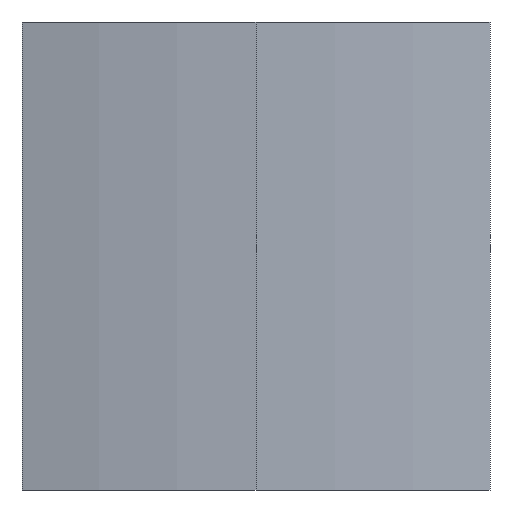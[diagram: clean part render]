
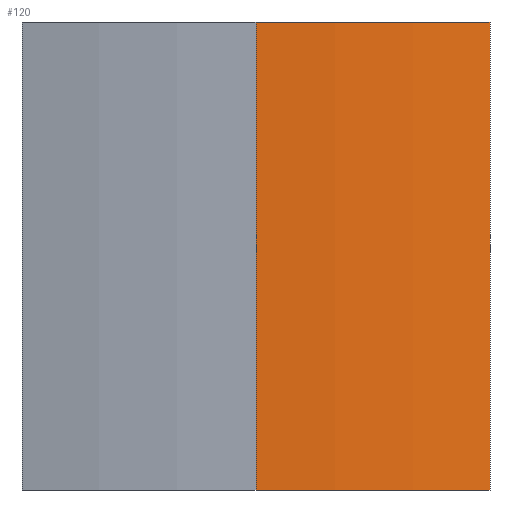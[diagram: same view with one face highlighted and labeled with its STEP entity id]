
A CAD part, left-side view. The second image highlights one B-rep face of the part: STEP entity #120.
In plain terms, the highlighted cylindrical face has radius 20.68 mm (diameter 41.36 mm), a partial arc.
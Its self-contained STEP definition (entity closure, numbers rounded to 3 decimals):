
#2 = ORIENTED_EDGE ( 'NONE', *, *, #147, .T. ) ;
#5 = CARTESIAN_POINT ( 'NONE',  ( -20.68, 0., 10. ) ) ;
#10 = CARTESIAN_POINT ( 'NONE',  ( 0., 0., 10. ) ) ;
#12 = VECTOR ( 'NONE', #88, 1000. ) ;
#50 = AXIS2_PLACEMENT_3D ( 'NONE', #10, #160, #110 ) ;
#65 = CYLINDRICAL_SURFACE ( 'NONE', #129, 20.68 ) ;
#73 = VERTEX_POINT ( 'NONE', #190 ) ;
#83 = CARTESIAN_POINT ( 'NONE',  ( -20.066, -5., 10. ) ) ;
#86 = VERTEX_POINT ( 'NONE', #83 ) ;
#88 = DIRECTION ( 'NONE',  ( 0., 0., -1. ) ) ;
#91 = CARTESIAN_POINT ( 'NONE',  ( -20.68, 0., 10. ) ) ;
#110 = DIRECTION ( 'NONE',  ( 1., 0., 0. ) ) ;
#113 = CARTESIAN_POINT ( 'NONE',  ( 0., 0., 10. ) ) ;
#114 = CARTESIAN_POINT ( 'NONE',  ( -20.68, 0., 0. ) ) ;
#115 = FACE_OUTER_BOUND ( 'NONE', #150, .T. ) ;
#118 = LINE ( 'NONE', #195, #12 ) ;
#120 = ADVANCED_FACE ( 'NONE', ( #115 ), #65, .T. ) ;
#127 = CIRCLE ( 'NONE', #50, 20.68 ) ;
#129 = AXIS2_PLACEMENT_3D ( 'NONE', #113, #138, #221 ) ;
#134 = ORIENTED_EDGE ( 'NONE', *, *, #175, .F. ) ;
#138 = DIRECTION ( 'NONE',  ( 0., 0., -1. ) ) ;
#143 = VECTOR ( 'NONE', #155, 1000. ) ;
#147 = EDGE_CURVE ( 'NONE', #247, #73, #263, .T. ) ;
#150 = EDGE_LOOP ( 'NONE', ( #134, #267, #2, #270 ) ) ;
#155 = DIRECTION ( 'NONE',  ( 0., 0., -1. ) ) ;
#160 = DIRECTION ( 'NONE',  ( 0., 0., 1. ) ) ;
#175 = EDGE_CURVE ( 'NONE', #182, #86, #127, .T. ) ;
#182 = VERTEX_POINT ( 'NONE', #5 ) ;
#190 = CARTESIAN_POINT ( 'NONE',  ( -20.066, -5., 0. ) ) ;
#195 = CARTESIAN_POINT ( 'NONE',  ( -20.066, -5., 10. ) ) ;
#196 = EDGE_CURVE ( 'NONE', #182, #247, #257, .T. ) ;
#197 = DIRECTION ( 'NONE',  ( 1., 0., 0. ) ) ;
#221 = DIRECTION ( 'NONE',  ( -1., 0., 0. ) ) ;
#224 = AXIS2_PLACEMENT_3D ( 'NONE', #240, #237, #197 ) ;
#237 = DIRECTION ( 'NONE',  ( 0., 0., 1. ) ) ;
#240 = CARTESIAN_POINT ( 'NONE',  ( 0., 0., 0. ) ) ;
#247 = VERTEX_POINT ( 'NONE', #114 ) ;
#256 = EDGE_CURVE ( 'NONE', #86, #73, #118, .T. ) ;
#257 = LINE ( 'NONE', #91, #143 ) ;
#263 = CIRCLE ( 'NONE', #224, 20.68 ) ;
#267 = ORIENTED_EDGE ( 'NONE', *, *, #196, .T. ) ;
#270 = ORIENTED_EDGE ( 'NONE', *, *, #256, .F. ) ;
